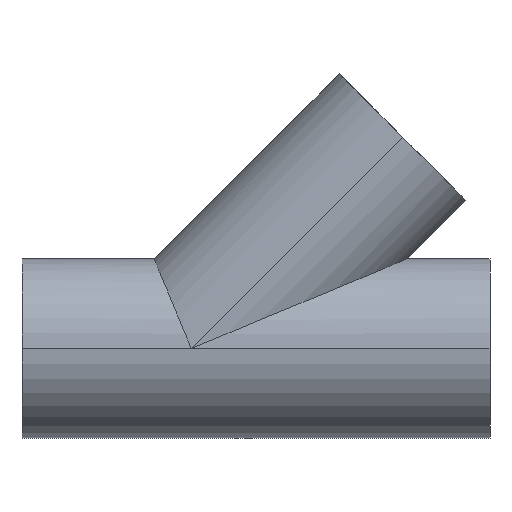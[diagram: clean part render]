
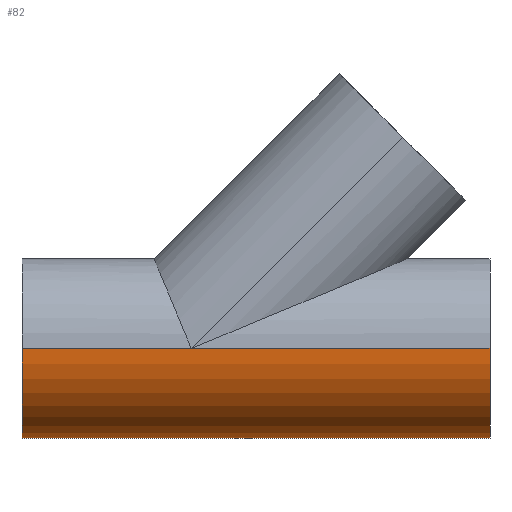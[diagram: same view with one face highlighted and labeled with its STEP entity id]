
A CAD part, left-side view. The second image highlights one B-rep face of the part: STEP entity #82.
In plain terms, the highlighted cylindrical face has radius 9 mm (diameter 18 mm), a partial arc.
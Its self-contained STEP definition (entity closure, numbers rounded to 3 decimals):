
#82=ADVANCED_FACE('',(#164),#165,.T.);
#164=FACE_OUTER_BOUND('',#241,.T.);
#165=CYLINDRICAL_SURFACE('',#242,9.0);
#241=EDGE_LOOP('',(#406,#407,#408,#409,#410,#411));
#242=AXIS2_PLACEMENT_3D('',#412,#413,#414);
#406=ORIENTED_EDGE('',*,*,#438,.T.);
#407=ORIENTED_EDGE('',*,*,#496,.F.);
#408=ORIENTED_EDGE('',*,*,#440,.T.);
#409=ORIENTED_EDGE('',*,*,#435,.T.);
#410=ORIENTED_EDGE('',*,*,#497,.F.);
#411=ORIENTED_EDGE('',*,*,#433,.T.);
#412=CARTESIAN_POINT('',(0.0,0.0,0.0));
#413=DIRECTION('',(0.0,-1.0,0.0));
#414=DIRECTION('',(1.0,0.0,0.0));
#433=EDGE_CURVE('',#502,#503,#504,.T.);
#435=EDGE_CURVE('',#507,#505,#508,.T.);
#438=EDGE_CURVE('',#503,#511,#512,.T.);
#440=EDGE_CURVE('',#514,#507,#515,.T.);
#496=EDGE_CURVE('',#514,#511,#595,.T.);
#497=EDGE_CURVE('',#502,#505,#596,.T.);
#502=VERTEX_POINT('',#601);
#503=VERTEX_POINT('',#602);
#504=LINE('',#603,#604);
#505=VERTEX_POINT('',#605);
#507=VERTEX_POINT('',#607);
#508=LINE('',#608,#609);
#511=VERTEX_POINT('',#612);
#512=LINE('',#613,#614);
#514=VERTEX_POINT('',#616);
#515=LINE('',#617,#618);
#595=CIRCLE('',#711,9.0);
#596=CIRCLE('',#712,9.0);
#601=CARTESIAN_POINT('',(9.0,23.5,0.0));
#602=CARTESIAN_POINT('',(9.0,6.5,0.0));
#603=CARTESIAN_POINT('',(9.0,0.0,0.));
#604=VECTOR('',#716,1.0);
#605=CARTESIAN_POINT('',(-9.0,23.5,0.));
#607=CARTESIAN_POINT('',(-9.0,6.5,0.));
#608=CARTESIAN_POINT('',(-9.0,0.0,0.));
#609=VECTOR('',#720,1.0);
#612=CARTESIAN_POINT('',(9.0,-23.5,0.0));
#613=CARTESIAN_POINT('',(9.0,0.0,0.));
#614=VECTOR('',#724,1.0);
#616=CARTESIAN_POINT('',(-9.0,-23.5,0.));
#617=CARTESIAN_POINT('',(-9.0,0.0,0.));
#618=VECTOR('',#728,1.0);
#711=AXIS2_PLACEMENT_3D('',#817,#818,#819);
#712=AXIS2_PLACEMENT_3D('',#820,#821,#822);
#716=DIRECTION('',(0.0,-1.0,0.0));
#720=DIRECTION('',(-0.0,1.0,-0.0));
#724=DIRECTION('',(0.0,-1.0,0.0));
#728=DIRECTION('',(-0.0,1.0,-0.0));
#817=CARTESIAN_POINT('',(0.0,-23.5,0.0));
#818=DIRECTION('',(0.0,-1.0,0.0));
#819=DIRECTION('',(1.0,0.0,0.0));
#820=CARTESIAN_POINT('',(0.0,23.5,0.0));
#821=DIRECTION('',(-0.0,1.0,0.0));
#822=DIRECTION('',(1.0,0.0,0.0));
